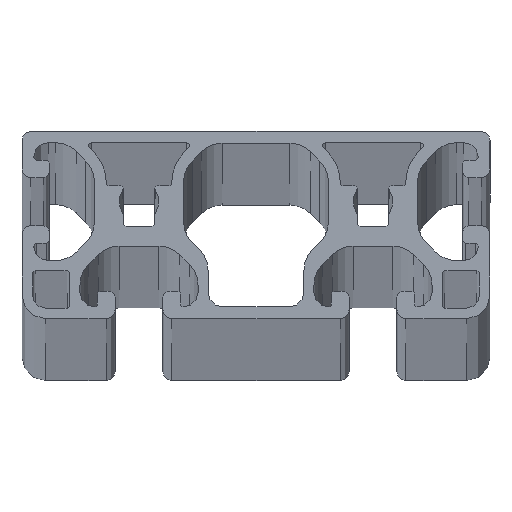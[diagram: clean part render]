
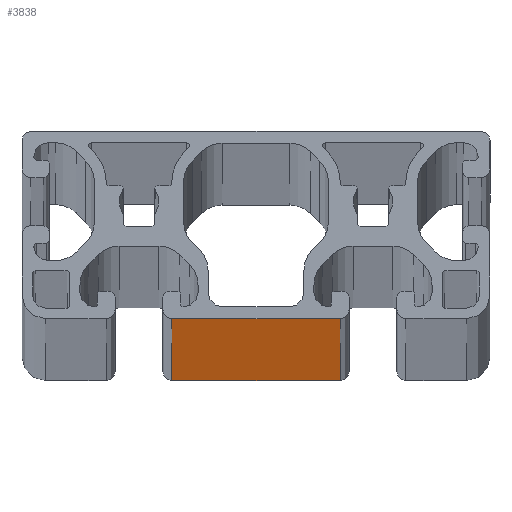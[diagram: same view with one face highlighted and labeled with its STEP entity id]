
A CAD part, top view. The second image highlights one B-rep face of the part: STEP entity #3838.
In plain terms, the highlighted planar face has unit normal (0, -1, 0).
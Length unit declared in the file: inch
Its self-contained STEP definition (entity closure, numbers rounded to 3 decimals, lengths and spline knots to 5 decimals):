
#63=PLANE('',#4160);
#206=FACE_OUTER_BOUND('',#404,.T.);
#404=EDGE_LOOP('',(#2823,#2824,#2825,#2826));
#694=LINE('',#6131,#1070);
#695=LINE('',#6135,#1071);
#696=LINE('',#6137,#1072);
#697=LINE('',#6138,#1073);
#1070=VECTOR('',#4932,39.37008);
#1071=VECTOR('',#4937,39.37008);
#1072=VECTOR('',#4938,39.37008);
#1073=VECTOR('',#4939,39.37008);
#1677=VERTEX_POINT('',#6128);
#1678=VERTEX_POINT('',#6130);
#1679=VERTEX_POINT('',#6134);
#1680=VERTEX_POINT('',#6136);
#2151=EDGE_CURVE('',#1678,#1677,#694,.T.);
#2153=EDGE_CURVE('',#1679,#1677,#695,.T.);
#2154=EDGE_CURVE('',#1680,#1679,#696,.T.);
#2155=EDGE_CURVE('',#1680,#1678,#697,.T.);
#2823=ORIENTED_EDGE('',*,*,#2153,.F.);
#2824=ORIENTED_EDGE('',*,*,#2154,.F.);
#2825=ORIENTED_EDGE('',*,*,#2155,.T.);
#2826=ORIENTED_EDGE('',*,*,#2151,.T.);
#3838=ADVANCED_FACE('',(#206),#63,.T.);
#4160=AXIS2_PLACEMENT_3D('',#6133,#4935,#4936);
#4932=DIRECTION('',(0.,0.,1.));
#4935=DIRECTION('center_axis',(0.,-1.,0.));
#4936=DIRECTION('ref_axis',(0.,0.,-1.));
#4937=DIRECTION('',(1.,0.,0.));
#4938=DIRECTION('',(0.,0.,1.));
#4939=DIRECTION('',(1.,0.,0.));
#6128=CARTESIAN_POINT('',(0.56693,-0.62992,0.));
#6130=CARTESIAN_POINT('',(0.56693,-0.62992,-238.58268));
#6131=CARTESIAN_POINT('',(0.56693,-0.62992,-238.58268));
#6133=CARTESIAN_POINT('Origin',(-0.56693,-0.62992,-238.58268));
#6134=CARTESIAN_POINT('',(-0.56693,-0.62992,0.));
#6135=CARTESIAN_POINT('',(-0.56693,-0.62992,0.));
#6136=CARTESIAN_POINT('',(-0.56693,-0.62992,-238.58268));
#6137=CARTESIAN_POINT('',(-0.56693,-0.62992,-238.58268));
#6138=CARTESIAN_POINT('',(-0.56693,-0.62992,-238.58268));
